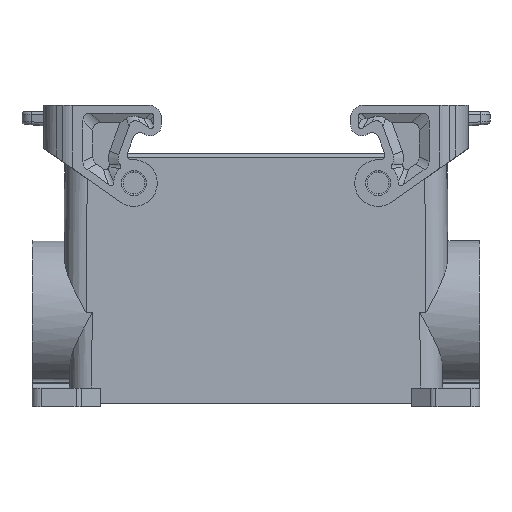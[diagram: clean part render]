
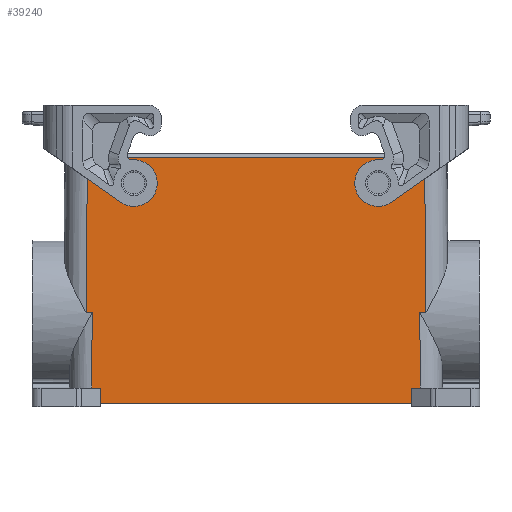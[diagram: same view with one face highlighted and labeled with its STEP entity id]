
A CAD part, front view. The second image highlights one B-rep face of the part: STEP entity #39240.
In plain terms, the highlighted face is planar.
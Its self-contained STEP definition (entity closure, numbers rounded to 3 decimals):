
#6460=CARTESIAN_POINT('',(-80.893,-26.195,
23.435));
#6470=VERTEX_POINT('',#6460);
#6500=CARTESIAN_POINT('',(-90.554,-26.195,
23.435));
#6510=DIRECTION('',(-1.,0.,0.));
#6520=VECTOR('',#6510,1.);
#6530=LINE('',#6500,#6520);
#6540=CARTESIAN_POINT('',(-78.912,-26.195,
23.435));
#6550=VERTEX_POINT('',#6540);
#6560=EDGE_CURVE('',#6550,#6470,#6530,.T.);
#11030=CARTESIAN_POINT('',(26.419,-26.195,
23.435));
#11040=VERTEX_POINT('',#11030);
#11070=CARTESIAN_POINT('',(24.821,-26.195,
23.435));
#11080=DIRECTION('',(1.,0.,0.));
#11090=VECTOR('',#11080,1.);
#11100=LINE('',#11070,#11090);
#11110=CARTESIAN_POINT('',(28.4,-26.195,
23.435));
#11120=VERTEX_POINT('',#11110);
#11130=EDGE_CURVE('',#11040,#11120,#11100,.T.);
#34600=CARTESIAN_POINT('',(-80.466,23.6,23.));
#34610=VERTEX_POINT('',#34600);
#35270=CARTESIAN_POINT('',(27.973,23.6,23.))
;
#35280=VERTEX_POINT('',#35270);
#35310=CARTESIAN_POINT('',(0.,23.6,23.));
#35320=DIRECTION('',(1.,0.,0.));
#35330=VECTOR('',#35320,1.);
#35340=LINE('',#35310,#35330);
#35350=EDGE_CURVE('',#34610,#35280,#35340,.T.);
#35860=CARTESIAN_POINT('',(0.,-50.4,23.646));
#35870=DIRECTION('',(1.,0.,0.));
#35880=VECTOR('',#35870,1.);
#35890=LINE('',#35860,#35880);
#35900=CARTESIAN_POINT('',(23.753,-50.4,23.646));
#35910=VERTEX_POINT('',#35900);
#35920=CARTESIAN_POINT('',(26.624,-50.4,23.646))
;
#35930=VERTEX_POINT('',#35920);
#35940=EDGE_CURVE('',#35910,#35930,#35890,.T.);
#37270=CARTESIAN_POINT('',(-61.997,15.5,
23.071));
#37280=VERTEX_POINT('',#37270);
#37460=CARTESIAN_POINT('',(-68.997,15.5,
23.071));
#37470=VERTEX_POINT('',#37460);
#37500=CARTESIAN_POINT('',(-65.497,15.5,
23.071));
#37510=DIRECTION('',(0.,0.009,
1.));
#37520=DIRECTION('',(0.,1.,
-0.009));
#37530=AXIS2_PLACEMENT_3D('',#37500,#37510,#37520);
#37540=ELLIPSE('',#37530,3.5,3.5);
#37550=EDGE_CURVE('',#37280,#37470,#37540,.T.);
#38110=CARTESIAN_POINT('',(23.125,0.,23.206));
#38120=DIRECTION('',(-0.012,1.,
-0.009));
#38130=VECTOR('',#38120,1.);
#38140=LINE('',#38110,#38130);
#38150=CARTESIAN_POINT('',(23.816,-55.4,23.689)
);
#38160=VERTEX_POINT('',#38150);
#38170=EDGE_CURVE('',#38160,#35910,#38140,.T.);
#38440=CARTESIAN_POINT('',(-74.247,1.601,
23.192));
#38450=DIRECTION('',(0.,0.009,
1.));
#38460=DIRECTION('',(1.,0.,0.));
#38470=AXIS2_PLACEMENT_3D('',#38440,#38450,#38460);
#38480=PLANE('',#38470);
#38490=EDGE_CURVE('',#37470,#37280,#37540,.T.);
#38500=ORIENTED_EDGE('',*,*,#38490,.F.);
#38510=ORIENTED_EDGE('',*,*,#37550,.F.);
#38520=EDGE_LOOP('',(#38510,#38500));
#38530=FACE_BOUND('',#38520,.T.);
#38540=CARTESIAN_POINT('',(13.003,15.5,
23.071));
#38550=DIRECTION('',(0.,0.009,
1.));
#38560=DIRECTION('',(0.,1.,
-0.009));
#38570=AXIS2_PLACEMENT_3D('',#38540,#38550,#38560);
#38580=ELLIPSE('',#38570,3.5,3.5);
#38590=CARTESIAN_POINT('',(9.503,15.5,
23.071));
#38600=VERTEX_POINT('',#38590);
#38610=CARTESIAN_POINT('',(16.503,15.5,
23.071));
#38620=VERTEX_POINT('',#38610);
#38630=EDGE_CURVE('',#38600,#38620,#38580,.T.);
#38640=ORIENTED_EDGE('',*,*,#38630,.F.);
#38650=EDGE_CURVE('',#38620,#38600,#38580,.T.);
#38660=ORIENTED_EDGE('',*,*,#38650,.F.);
#38670=EDGE_LOOP('',(#38660,#38640));
#38680=FACE_BOUND('',#38670,.T.);
#38690=CARTESIAN_POINT('',(-78.688,0.061,
23.205));
#38700=DIRECTION('',(-0.009,-1.,
0.009));
#38710=VECTOR('',#38700,1.);
#38720=LINE('',#38690,#38710);
#38730=CARTESIAN_POINT('',(-79.117,-50.4,23.646
));
#38740=VERTEX_POINT('',#38730);
#38750=EDGE_CURVE('',#6550,#38740,#38720,.T.);
#38760=ORIENTED_EDGE('',*,*,#38750,.T.);
#38770=ORIENTED_EDGE('',*,*,#6560,.F.);
#38780=CARTESIAN_POINT('',(-80.668,0.061,
23.205));
#38790=DIRECTION('',(0.009,1.,
-0.009));
#38800=VECTOR('',#38790,1.);
#38810=LINE('',#38780,#38800);
#38820=EDGE_CURVE('',#6470,#34610,#38810,.T.);
#38830=ORIENTED_EDGE('',*,*,#38820,.F.);
#38840=ORIENTED_EDGE('',*,*,#35350,.F.);
#38850=CARTESIAN_POINT('',(28.175,0.061,
23.205));
#38860=DIRECTION('',(-0.009,1.,
-0.009));
#38870=VECTOR('',#38860,1.);
#38880=LINE('',#38850,#38870);
#38890=EDGE_CURVE('',#11120,#35280,#38880,.T.);
#38900=ORIENTED_EDGE('',*,*,#38890,.T.);
#38910=ORIENTED_EDGE('',*,*,#11130,.T.);
#38920=CARTESIAN_POINT('',(26.195,0.061,
23.205));
#38930=DIRECTION('',(-0.009,1.,
-0.009));
#38940=VECTOR('',#38930,1.);
#38950=LINE('',#38920,#38940);
#38960=EDGE_CURVE('',#35930,#11040,#38950,.T.);
#38970=ORIENTED_EDGE('',*,*,#38960,.T.);
#38980=ORIENTED_EDGE('',*,*,#35940,.T.);
#38990=ORIENTED_EDGE('',*,*,#38170,.T.);
#39000=CARTESIAN_POINT('',(0.,-55.4,23.689));
#39010=DIRECTION('',(-1.,0.,0.));
#39020=VECTOR('',#39010,1.);
#39030=LINE('',#39000,#39020);
#39040=CARTESIAN_POINT('',(-76.309,-55.4,23.689
));
#39050=VERTEX_POINT('',#39040);
#39060=EDGE_CURVE('',#38160,#39050,#39030,.T.);
#39070=ORIENTED_EDGE('',*,*,#39060,.F.);
#39080=CARTESIAN_POINT('',(-75.618,0.,23.206));
#39090=DIRECTION('',(-0.012,-1.,
0.009));
#39100=VECTOR('',#39090,1.);
#39110=LINE('',#39080,#39100);
#39120=CARTESIAN_POINT('',(-76.247,-50.4,23.646)
);
#39130=VERTEX_POINT('',#39120);
#39140=EDGE_CURVE('',#39130,#39050,#39110,.T.);
#39150=ORIENTED_EDGE('',*,*,#39140,.T.);
#39160=CARTESIAN_POINT('',(0.,-50.4,23.646));
#39170=DIRECTION('',(1.,0.,0.));
#39180=VECTOR('',#39170,1.);
#39190=LINE('',#39160,#39180);
#39200=EDGE_CURVE('',#38740,#39130,#39190,.T.);
#39210=ORIENTED_EDGE('',*,*,#39200,.T.);
#39220=EDGE_LOOP('',(#39210,#39150,#39070,#38990,#38980,#38970,#38910,
#38900,#38840,#38830,#38770,#38760));
#39230=FACE_OUTER_BOUND('',#39220,.T.);
#39240=ADVANCED_FACE('',(#38530,#38680,#39230),#38480,.T.);
